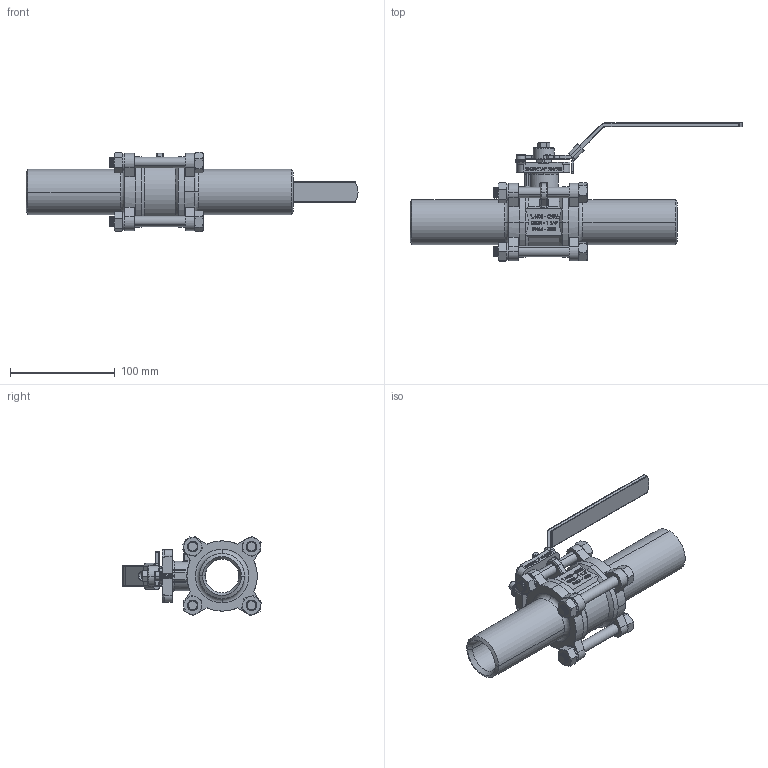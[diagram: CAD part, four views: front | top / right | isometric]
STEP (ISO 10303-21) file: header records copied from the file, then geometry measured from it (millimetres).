
FILE_DESCRIPTION (( 'STEP AP203' ), '1' );
FILE_NAME ('²Õ¦X¥óF(¥[ªø¹ï²k).STEP', '2018-02-22T10:05:03', ( '' ), ( '' ), 'SwSTEP 2.0', 'SolidWorks 2014', '' );
FILE_SCHEMA (( 'CONFIG_CONTROL_DESIGN' ));
Length unit declared in the file: millimetre
Products named in the file (23): G-10A2640; G-34E2540; F-25F0361; M-25E2140(掛鎖); T-34E07G0; T-35F05C1; M-25E2140; G-34E2740; T-35F06C1; D-34F66X0(DIN3239 加長對焊); G-34E1150; T-34E07C0; 組合件F(加長對焊); G-25E3060; G-34F1840; T-52G07G0; G-10E1940; G-B1DA540; G-10E2640; C-34F016-S00; G-B3CA440; T-34E08T0; E-34E0461
Assembly tree (44 placements, depth 2):
  組合件F(加長對焊)
    C-34F016-S00
    E-34E0461
    F-25F0361
    T-35F05C1  x2
    T-35F06C1  x2
    T-34E07C0  x2
    G-34F1840  x4
    G-10E1940  x4
    G-10E2640  x4
    T-34E08T0  x4
    G-34E2540  x5
    T-34E07G0
    G-34E2740
    G-34E1150  x2
    G-25E3060
    T-52G07G0
    G-B1DA540
    G-B3CA440
    G-10A2640  x2
    M-25E2140(掛鎖)
    M-25E2140
    D-34F66X0(DIN3239 加長對焊)  x2
Bounding box: 316.5 x 132.2 x 75.63 mm (x, y, z)
Volume: 374149.8 mm3; surface area: 171920.4 mm2
Topology: 44 solids, 44 shells, 1873 faces, 4669 edges, 2916 vertices
Faces by surface type: plane 636, cylinder 622, bspline 234, cone 202, torus 115, sphere 64
Entity records: 63561 total; most frequent: CARTESIAN_POINT 30496, ORIENTED_EDGE 6718, DIRECTION 5500, EDGE_CURVE 3359, VERTEX_POINT 2149, AXIS2_PLACEMENT_3D 1873, VECTOR 1754, LINE 1754
